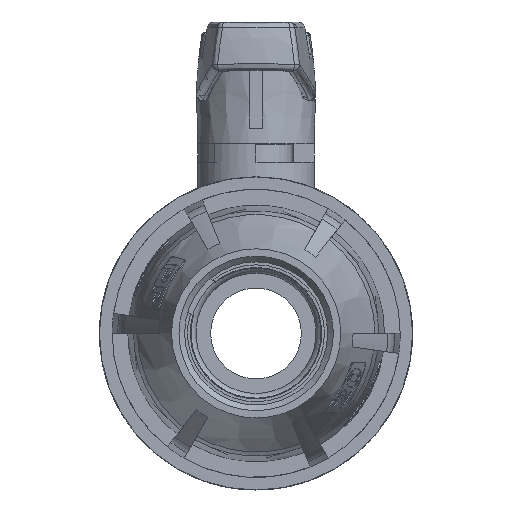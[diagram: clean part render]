
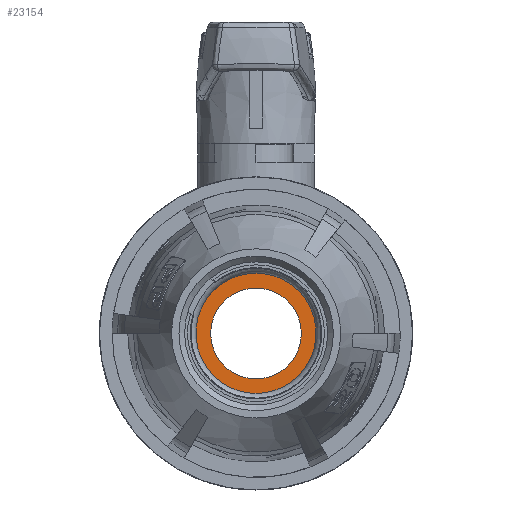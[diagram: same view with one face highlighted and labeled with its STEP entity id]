
A CAD part, left-side view. The second image highlights one B-rep face of the part: STEP entity #23154.
In plain terms, the highlighted face is planar.
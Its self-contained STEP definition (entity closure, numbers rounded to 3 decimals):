
#762=FACE_BOUND('',#2983,.T.);
#928=PLANE('',#24644);
#1587=FACE_OUTER_BOUND('',#2982,.T.);
#2982=EDGE_LOOP('',(#15984));
#2983=EDGE_LOOP('',(#15985));
#4501=CIRCLE('',#24639,7.25);
#4504=CIRCLE('',#24643,10.5);
#9768=VERTEX_POINT('',#35699);
#9771=VERTEX_POINT('',#35707);
#12212=EDGE_CURVE('',#9768,#9768,#4501,.T.);
#12217=EDGE_CURVE('',#9771,#9771,#4504,.T.);
#15984=ORIENTED_EDGE('',*,*,#12217,.F.);
#15985=ORIENTED_EDGE('',*,*,#12212,.T.);
#23154=ADVANCED_FACE('',(#1587,#762),#928,.T.);
#24639=AXIS2_PLACEMENT_3D('',#35700,#26679,#26680);
#24643=AXIS2_PLACEMENT_3D('',#35709,#26689,#26690);
#24644=AXIS2_PLACEMENT_3D('',#35710,#26691,#26692);
#26679=DIRECTION('center_axis',(0.,0.,-1.));
#26680=DIRECTION('ref_axis',(-1.,0.,0.));
#26689=DIRECTION('center_axis',(0.,0.,-1.));
#26690=DIRECTION('ref_axis',(-1.,0.,0.));
#26691=DIRECTION('center_axis',(0.,0.,1.));
#26692=DIRECTION('ref_axis',(-1.,0.,0.));
#35699=CARTESIAN_POINT('',(7.25,0.,16.));
#35700=CARTESIAN_POINT('Origin',(0.,0.,16.));
#35707=CARTESIAN_POINT('',(10.5,0.,16.));
#35709=CARTESIAN_POINT('Origin',(0.,0.,16.));
#35710=CARTESIAN_POINT('Origin',(0.,0.,16.));
